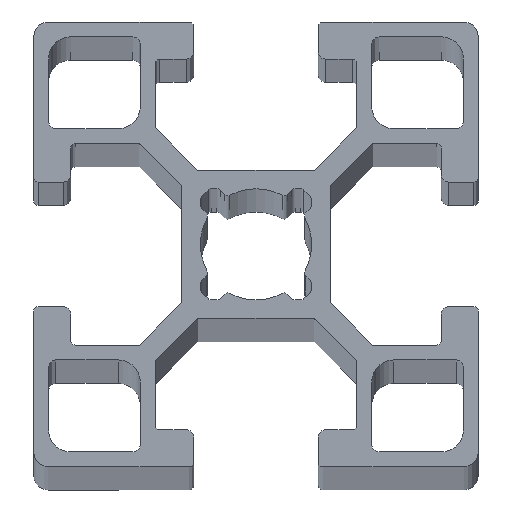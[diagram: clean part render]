
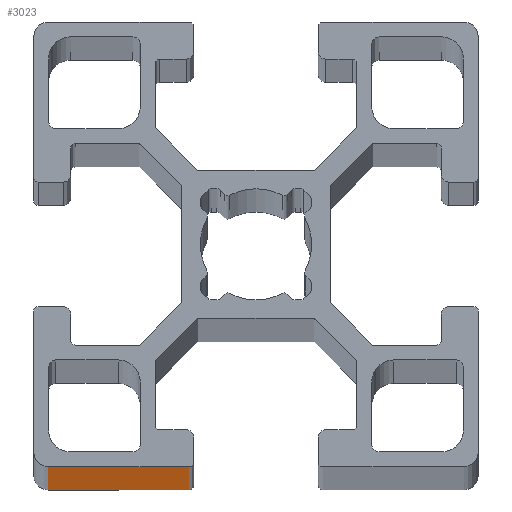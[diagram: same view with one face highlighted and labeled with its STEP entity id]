
A CAD part, top view. The second image highlights one B-rep face of the part: STEP entity #3023.
In plain terms, the highlighted planar face has unit normal (0, -1, 0).
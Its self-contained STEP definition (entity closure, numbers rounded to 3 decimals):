
#64=PLANE('',#3285);
#193=FACE_OUTER_BOUND('',#347,.T.);
#347=EDGE_LOOP('',(#2297,#2298,#2299,#2300));
#589=LINE('',#4832,#901);
#590=LINE('',#4835,#902);
#591=LINE('',#4837,#903);
#592=LINE('',#4838,#904);
#901=VECTOR('',#3929,10.);
#902=VECTOR('',#3932,1000.);
#903=VECTOR('',#3933,1000.);
#904=VECTOR('',#3934,10.);
#1365=VERTEX_POINT('',#4828);
#1366=VERTEX_POINT('',#4830);
#1367=VERTEX_POINT('',#4834);
#1368=VERTEX_POINT('',#4836);
#1755=EDGE_CURVE('',#1365,#1366,#589,.T.);
#1756=EDGE_CURVE('',#1367,#1365,#590,.T.);
#1757=EDGE_CURVE('',#1368,#1366,#591,.T.);
#1758=EDGE_CURVE('',#1367,#1368,#592,.T.);
#2297=ORIENTED_EDGE('',*,*,#1756,.T.);
#2298=ORIENTED_EDGE('',*,*,#1755,.T.);
#2299=ORIENTED_EDGE('',*,*,#1757,.F.);
#2300=ORIENTED_EDGE('',*,*,#1758,.F.);
#3023=ADVANCED_FACE('',(#193),#64,.T.);
#3285=AXIS2_PLACEMENT_3D('',#4833,#3930,#3931);
#3929=DIRECTION('',(0.,0.,1.));
#3930=DIRECTION('center_axis',(0.,-1.,0.));
#3931=DIRECTION('ref_axis',(1.,0.,0.));
#3932=DIRECTION('',(1.,0.,0.));
#3933=DIRECTION('',(1.,0.,0.));
#3934=DIRECTION('',(0.,0.,1.));
#4828=CARTESIAN_POINT('',(10.5,0.,100.));
#4830=CARTESIAN_POINT('',(10.5,0.,1000.));
#4832=CARTESIAN_POINT('',(10.5,0.,100.));
#4833=CARTESIAN_POINT('Origin',(1.,0.,
100.));
#4834=CARTESIAN_POINT('',(1.,0.,100.));
#4835=CARTESIAN_POINT('',(1.,0.,100.));
#4836=CARTESIAN_POINT('',(1.,0.,1000.));
#4837=CARTESIAN_POINT('',(1.,0.,1000.));
#4838=CARTESIAN_POINT('',(1.,0.,100.));
